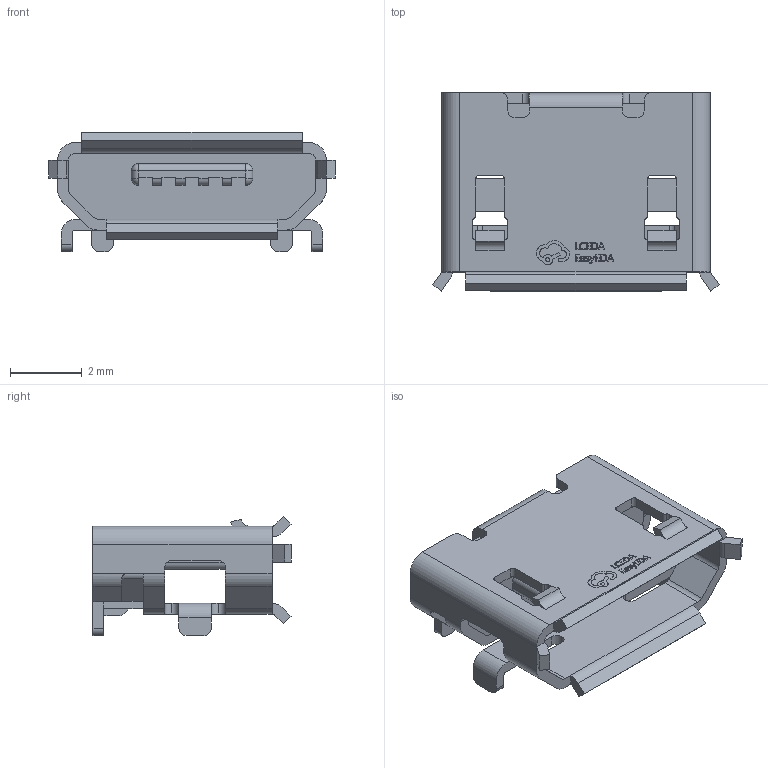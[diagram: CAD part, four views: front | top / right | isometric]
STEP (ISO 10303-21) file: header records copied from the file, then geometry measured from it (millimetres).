
FILE_DESCRIPTION (( 'STEP AP214' ), '1' );
FILE_NAME ('MICRO-USB-SMD_10118194-0001LF.step', '2022-07-07T02:33:07', ( '' ), ( '' ), 'SwSTEP 2.0', 'SolidWorks 2020', '' );
FILE_SCHEMA (( 'AUTOMOTIVE_DESIGN' ));
Length unit declared in the file: millimetre
Products named in the file (1): MICRO-USB-SMD_10118194-0001LF
Bounding box: 8 x 5.53 x 3.33 mm (x, y, z)
Volume: 49.2 mm3; surface area: 269.1 mm2
Topology: 2 solids, 2 shells, 571 faces, 1586 edges, 1036 vertices
Faces by surface type: plane 343, cylinder 112, bspline 112, sphere 4
Entity records: 25074 total; most frequent: CARTESIAN_POINT 5363, ORIENTED_EDGE 3164, DIRECTION 2490, EDGE_CURVE 1582, LINE 1126, VECTOR 1126, VERTEX_POINT 1036, AXIS2_PLACEMENT_3D 682
